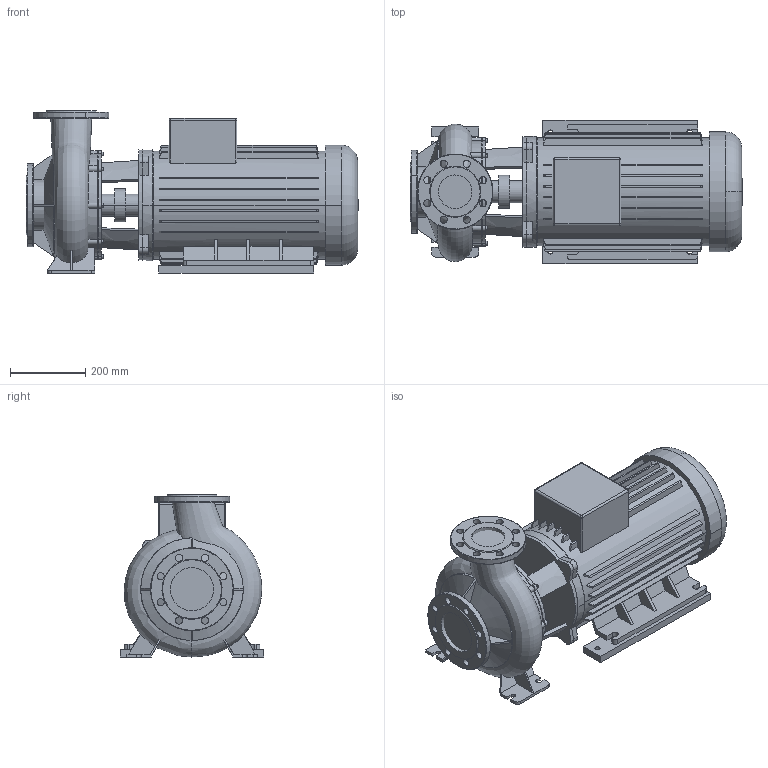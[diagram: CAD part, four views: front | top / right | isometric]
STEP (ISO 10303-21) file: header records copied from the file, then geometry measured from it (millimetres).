
FILE_DESCRIPTION((''),'2;1');
FILE_NAME('3d_BM80_210-37_2-2103531.stp','2011-01-26T14:46:06',(''),(''),'Mechanical Desktop 2008','Mechanical Desktop 2008',', , ');
FILE_SCHEMA(('CONFIG_CONTROL_DESIGN'));
Length unit declared in the file: millimetre
Products named in the file (1): Product
Bounding box: 880.5 x 380 x 430 mm (x, y, z)
Volume: 58720098.9 mm3; surface area: 2333196.2 mm2
Topology: 12 solids, 12 shells, 703 faces, 1827 edges, 1190 vertices
Faces by surface type: plane 319, bspline 219, cylinder 115, cone 44, sphere 4, torus 2
Entity records: 32824 total; most frequent: CARTESIAN_POINT 16334, ORIENTED_EDGE 3646, DIRECTION 3047, EDGE_CURVE 1823, VERTEX_POINT 1190, VECTOR 1067, LINE 1067, AXIS2_PLACEMENT_3D 990
